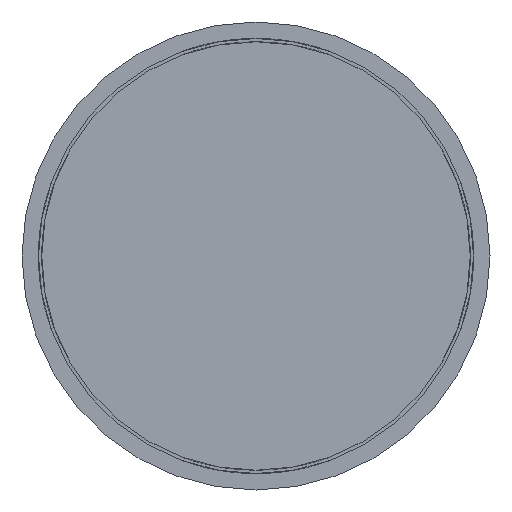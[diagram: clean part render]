
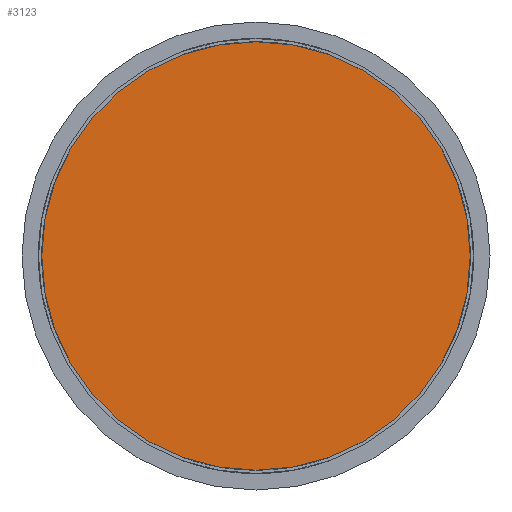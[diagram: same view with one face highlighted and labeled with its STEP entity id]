
A CAD part, front view. The second image highlights one B-rep face of the part: STEP entity #3123.
In plain terms, the highlighted planar face has unit normal (0, -1, 0).
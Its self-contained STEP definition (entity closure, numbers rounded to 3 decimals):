
#25 = AXIS2_PLACEMENT_3D ( 'NONE', #28, #2830, #353 ) ;
#28 = CARTESIAN_POINT ( 'NONE',  ( -0.65, -22., 0. ) ) ;
#353 = DIRECTION ( 'NONE',  ( 0., 0., -1. ) ) ;
#635 = CIRCLE ( 'NONE', #2551, 0.65 ) ;
#899 = CARTESIAN_POINT ( 'NONE',  ( 0., -22., 0. ) ) ;
#959 = DIRECTION ( 'NONE',  ( 0., 0., 1. ) ) ;
#1205 = ORIENTED_EDGE ( 'NONE', *, *, #2892, .F. ) ;
#1303 = DIRECTION ( 'NONE',  ( 0., 1., 0. ) ) ;
#1535 = FACE_OUTER_BOUND ( 'NONE', #3912, .T. ) ;
#1639 = CARTESIAN_POINT ( 'NONE',  ( 0., -22., -0.65 ) ) ;
#1706 = EDGE_CURVE ( 'Defeature ausgef�hrt1_6+Defeature ausgef�hrt1_7+Defeature ausgef�hrt1_7+Defeature ausgef�hrt1_7', #3561, #3853, #635, .T. ) ;
#2551 = AXIS2_PLACEMENT_3D ( 'NONE', #899, #1303, #959 ) ;
#2671 = DIRECTION ( 'NONE',  ( 0., 0., 1. ) ) ;
#2830 = DIRECTION ( 'NONE',  ( 0., -1., 0. ) ) ;
#2857 = ORIENTED_EDGE ( 'NONE', *, *, #1706, .F. ) ;
#2892 = EDGE_CURVE ( 'Defeature ausgef�hrt1_6+Defeature ausgef�hrt1_7+Defeature ausgef�hrt1_7+Defeature ausgef�hrt1_7', #3853, #3561, #4375, .T. ) ;
#3116 = CARTESIAN_POINT ( 'NONE',  ( 0., -22., 0. ) ) ;
#3123 = ADVANCED_FACE ( 'Defeature ausgef�hrt1_7', ( #1535 ), #3850, .T. ) ;
#3363 = CARTESIAN_POINT ( 'NONE',  ( 0., -22., 0.65 ) ) ;
#3561 = VERTEX_POINT ( 'NONE', #3363 ) ;
#3815 = DIRECTION ( 'NONE',  ( 0., 1., 0. ) ) ;
#3850 = PLANE ( 'NONE',  #25 ) ;
#3853 = VERTEX_POINT ( 'NONE', #1639 ) ;
#3912 = EDGE_LOOP ( 'NONE', ( #2857, #1205 ) ) ;
#4375 = CIRCLE ( 'NONE', #4404, 0.65 ) ;
#4404 = AXIS2_PLACEMENT_3D ( 'NONE', #3116, #3815, #2671 ) ;
